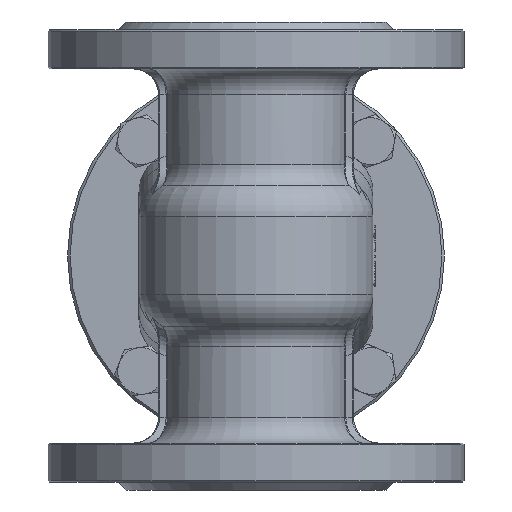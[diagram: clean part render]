
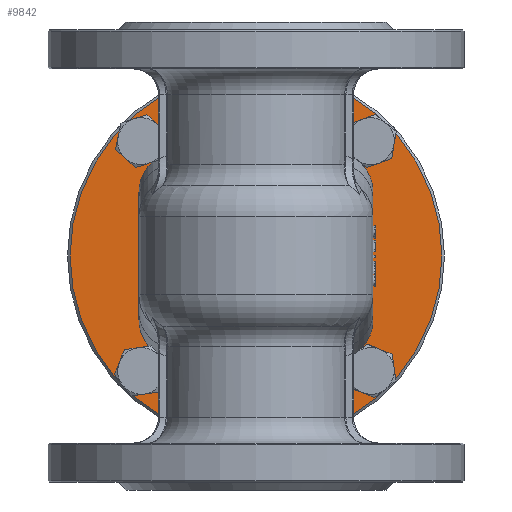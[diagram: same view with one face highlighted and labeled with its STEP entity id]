
A CAD part, front view. The second image highlights one B-rep face of the part: STEP entity #9842.
In plain terms, the highlighted planar face has unit normal (0, -1, 0).
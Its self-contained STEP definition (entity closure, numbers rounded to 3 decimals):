
#182=ELLIPSE('',#10848,15.462,15.);
#183=ELLIPSE('',#10849,15.462,15.);
#184=ELLIPSE('',#10850,15.462,15.);
#185=ELLIPSE('',#10851,15.462,15.);
#653=FACE_BOUND('',#3044,.T.);
#654=FACE_BOUND('',#3045,.T.);
#655=FACE_BOUND('',#3046,.T.);
#656=FACE_BOUND('',#3047,.T.);
#657=FACE_BOUND('',#3048,.T.);
#781=PLANE('',#10843);
#1132=LINE('',#17652,#1677);
#1133=LINE('',#17656,#1678);
#1134=LINE('',#17660,#1679);
#1135=LINE('',#17664,#1680);
#1677=VECTOR('',#12641,10.);
#1678=VECTOR('',#12644,10.);
#1679=VECTOR('',#12647,10.);
#1680=VECTOR('',#12650,10.);
#2410=FACE_OUTER_BOUND('',#3043,.T.);
#3043=EDGE_LOOP('',(#7498));
#3044=EDGE_LOOP('',(#7499));
#3045=EDGE_LOOP('',(#7500));
#3046=EDGE_LOOP('',(#7501));
#3047=EDGE_LOOP('',(#7502));
#3048=EDGE_LOOP('',(#7503,#7504,#7505,#7506,#7507,#7508,#7509,#7510));
#3704=CIRCLE('',#10842,71.5);
#3705=CIRCLE('',#10844,6.);
#3706=CIRCLE('',#10845,6.);
#3707=CIRCLE('',#10846,6.);
#3708=CIRCLE('',#10847,6.);
#4327=VERTEX_POINT('',#17638);
#4328=VERTEX_POINT('',#17642);
#4329=VERTEX_POINT('',#17644);
#4330=VERTEX_POINT('',#17646);
#4331=VERTEX_POINT('',#17648);
#4332=VERTEX_POINT('',#17650);
#4333=VERTEX_POINT('',#17651);
#4334=VERTEX_POINT('',#17653);
#4335=VERTEX_POINT('',#17655);
#4336=VERTEX_POINT('',#17657);
#4337=VERTEX_POINT('',#17659);
#4338=VERTEX_POINT('',#17661);
#4339=VERTEX_POINT('',#17663);
#5434=EDGE_CURVE('',#4327,#4327,#3704,.T.);
#5435=EDGE_CURVE('',#4328,#4328,#3705,.T.);
#5436=EDGE_CURVE('',#4329,#4329,#3706,.T.);
#5437=EDGE_CURVE('',#4330,#4330,#3707,.T.);
#5438=EDGE_CURVE('',#4331,#4331,#3708,.T.);
#5439=EDGE_CURVE('',#4332,#4333,#1132,.T.);
#5440=EDGE_CURVE('',#4333,#4334,#182,.T.);
#5441=EDGE_CURVE('',#4335,#4334,#1133,.T.);
#5442=EDGE_CURVE('',#4336,#4335,#183,.T.);
#5443=EDGE_CURVE('',#4337,#4336,#1134,.T.);
#5444=EDGE_CURVE('',#4338,#4337,#184,.T.);
#5445=EDGE_CURVE('',#4339,#4338,#1135,.T.);
#5446=EDGE_CURVE('',#4339,#4332,#185,.T.);
#7498=ORIENTED_EDGE('',*,*,#5434,.F.);
#7499=ORIENTED_EDGE('',*,*,#5435,.F.);
#7500=ORIENTED_EDGE('',*,*,#5436,.F.);
#7501=ORIENTED_EDGE('',*,*,#5437,.F.);
#7502=ORIENTED_EDGE('',*,*,#5438,.F.);
#7503=ORIENTED_EDGE('',*,*,#5439,.T.);
#7504=ORIENTED_EDGE('',*,*,#5440,.T.);
#7505=ORIENTED_EDGE('',*,*,#5441,.F.);
#7506=ORIENTED_EDGE('',*,*,#5442,.F.);
#7507=ORIENTED_EDGE('',*,*,#5443,.F.);
#7508=ORIENTED_EDGE('',*,*,#5444,.F.);
#7509=ORIENTED_EDGE('',*,*,#5445,.F.);
#7510=ORIENTED_EDGE('',*,*,#5446,.T.);
#9842=ADVANCED_FACE('',(#2410,#653,#654,#655,#656,#657),#781,.F.);
#10842=AXIS2_PLACEMENT_3D('',#17640,#12629,#12630);
#10843=AXIS2_PLACEMENT_3D('',#17641,#12631,#12632);
#10844=AXIS2_PLACEMENT_3D('',#17643,#12633,#12634);
#10845=AXIS2_PLACEMENT_3D('',#17645,#12635,#12636);
#10846=AXIS2_PLACEMENT_3D('',#17647,#12637,#12638);
#10847=AXIS2_PLACEMENT_3D('',#17649,#12639,#12640);
#10848=AXIS2_PLACEMENT_3D('',#17654,#12642,#12643);
#10849=AXIS2_PLACEMENT_3D('',#17658,#12645,#12646);
#10850=AXIS2_PLACEMENT_3D('',#17662,#12648,#12649);
#10851=AXIS2_PLACEMENT_3D('',#17665,#12651,#12652);
#12629=DIRECTION('center_axis',(0.,1.,0.));
#12630=DIRECTION('ref_axis',(-1.,0.,0.));
#12631=DIRECTION('center_axis',(0.,1.,0.));
#12632=DIRECTION('ref_axis',(0.,0.,1.));
#12633=DIRECTION('center_axis',(0.,-1.,0.));
#12634=DIRECTION('ref_axis',(-1.,0.,0.));
#12635=DIRECTION('center_axis',(0.,-1.,0.));
#12636=DIRECTION('ref_axis',(-1.,0.,0.));
#12637=DIRECTION('center_axis',(0.,-1.,0.));
#12638=DIRECTION('ref_axis',(-1.,0.,0.));
#12639=DIRECTION('center_axis',(0.,-1.,0.));
#12640=DIRECTION('ref_axis',(-1.,0.,0.));
#12641=DIRECTION('',(1.,0.,0.));
#12642=DIRECTION('center_axis',(0.,1.,0.));
#12643=DIRECTION('ref_axis',(0.,0.,1.));
#12644=DIRECTION('',(0.,0.,1.));
#12645=DIRECTION('center_axis',(0.,-1.,0.));
#12646=DIRECTION('ref_axis',(0.,0.,-1.));
#12647=DIRECTION('',(1.,0.,0.));
#12648=DIRECTION('center_axis',(0.,-1.,0.));
#12649=DIRECTION('ref_axis',(0.,0.,-1.));
#12650=DIRECTION('',(0.,0.,-1.));
#12651=DIRECTION('center_axis',(0.,1.,0.));
#12652=DIRECTION('ref_axis',(0.,0.,1.));
#17638=CARTESIAN_POINT('',(71.5,100.,90.));
#17640=CARTESIAN_POINT('Origin',(0.,100.,90.));
#17641=CARTESIAN_POINT('Origin',(0.,100.,90.));
#17642=CARTESIAN_POINT('',(-38.194,100.,134.194));
#17643=CARTESIAN_POINT('Origin',(-44.194,100.,134.194));
#17644=CARTESIAN_POINT('',(50.194,100.,134.194));
#17645=CARTESIAN_POINT('Origin',(44.194,100.,134.194));
#17646=CARTESIAN_POINT('',(50.194,100.,45.806));
#17647=CARTESIAN_POINT('Origin',(44.194,100.,45.806));
#17648=CARTESIAN_POINT('',(-38.194,100.,45.806));
#17649=CARTESIAN_POINT('Origin',(-44.194,100.,45.806));
#17650=CARTESIAN_POINT('',(-30.,100.,130.));
#17651=CARTESIAN_POINT('',(30.,100.,130.));
#17652=CARTESIAN_POINT('',(0.,100.,130.));
#17653=CARTESIAN_POINT('',(45.,100.,114.538));
#17654=CARTESIAN_POINT('Origin',(30.,100.,114.538));
#17655=CARTESIAN_POINT('',(45.,100.,65.462));
#17656=CARTESIAN_POINT('',(45.,100.,90.));
#17657=CARTESIAN_POINT('',(30.,100.,50.));
#17658=CARTESIAN_POINT('Origin',(30.,100.,65.462));
#17659=CARTESIAN_POINT('',(-30.,100.,50.));
#17660=CARTESIAN_POINT('',(0.,100.,50.));
#17661=CARTESIAN_POINT('',(-45.,100.,65.462));
#17662=CARTESIAN_POINT('Origin',(-30.,100.,65.462));
#17663=CARTESIAN_POINT('',(-45.,100.,114.538));
#17664=CARTESIAN_POINT('',(-45.,100.,90.));
#17665=CARTESIAN_POINT('Origin',(-30.,100.,114.538));
